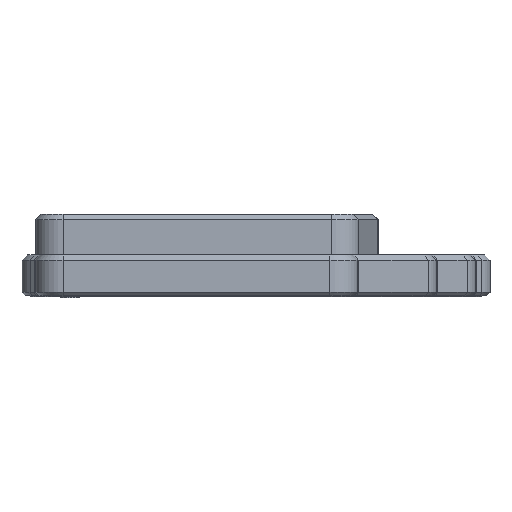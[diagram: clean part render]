
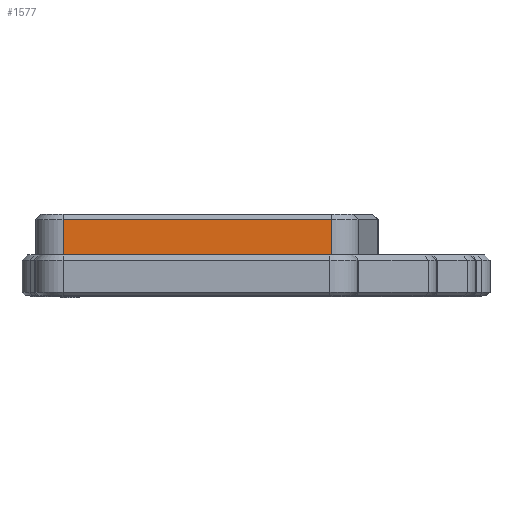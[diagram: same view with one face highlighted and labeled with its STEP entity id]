
A CAD part, left-side view. The second image highlights one B-rep face of the part: STEP entity #1577.
In plain terms, the highlighted planar face has unit normal (-1, 0, 0).
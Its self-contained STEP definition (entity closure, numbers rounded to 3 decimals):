
#559=CARTESIAN_POINT('',(-16.56,-89.676,4.1));
#560=VERTEX_POINT('',#559);
#568=CARTESIAN_POINT('',(-16.56,-38.776,4.1));
#569=VERTEX_POINT('',#568);
#570=CARTESIAN_POINT('',(-16.56,-38.776,4.1));
#571=DIRECTION('',(0.,-1.,0.));
#572=VECTOR('',#571,50.9);
#573=LINE('',#570,#572);
#574=EDGE_CURVE('',#569,#560,#573,.T.);
#1517=CARTESIAN_POINT('',(-16.56,-38.776,10.8));
#1518=VERTEX_POINT('',#1517);
#1519=CARTESIAN_POINT('',(-16.56,-38.776,10.8));
#1520=DIRECTION('',(-0.,0.,-1.));
#1521=VECTOR('',#1520,6.7);
#1522=LINE('',#1519,#1521);
#1523=EDGE_CURVE('',#1518,#569,#1522,.T.);
#1554=CARTESIAN_POINT('',(-16.56,-32.041,11.65));
#1555=DIRECTION('',(-1.,0.,0.));
#1556=DIRECTION('',(0.,0.,-1.));
#1557=AXIS2_PLACEMENT_3D('',#1554,#1555,#1556);
#1558=PLANE('',#1557);
#1559=CARTESIAN_POINT('',(-16.56,-89.676,10.8));
#1560=VERTEX_POINT('',#1559);
#1561=CARTESIAN_POINT('',(-16.56,-89.676,10.8));
#1562=DIRECTION('',(0.,0.,-1.));
#1563=VECTOR('',#1562,6.7);
#1564=LINE('',#1561,#1563);
#1565=EDGE_CURVE('',#1560,#560,#1564,.T.);
#1566=ORIENTED_EDGE('',*,*,#1565,.F.);
#1567=CARTESIAN_POINT('',(-16.56,-89.676,10.8));
#1568=DIRECTION('',(0.,1.,0.));
#1569=VECTOR('',#1568,50.9);
#1570=LINE('',#1567,#1569);
#1571=EDGE_CURVE('',#1560,#1518,#1570,.T.);
#1572=ORIENTED_EDGE('',*,*,#1571,.T.);
#1573=ORIENTED_EDGE('',*,*,#1523,.T.);
#1574=ORIENTED_EDGE('',*,*,#574,.T.);
#1575=EDGE_LOOP('',(#1566,#1572,#1573,#1574));
#1576=FACE_BOUND('',#1575,.T.);
#1577=ADVANCED_FACE('',(#1576),#1558,.T.);
